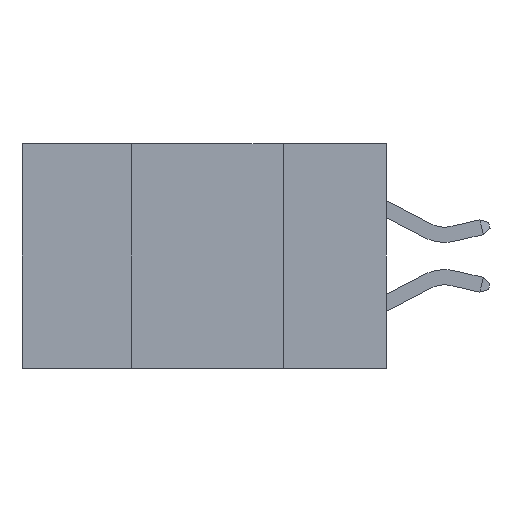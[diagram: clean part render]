
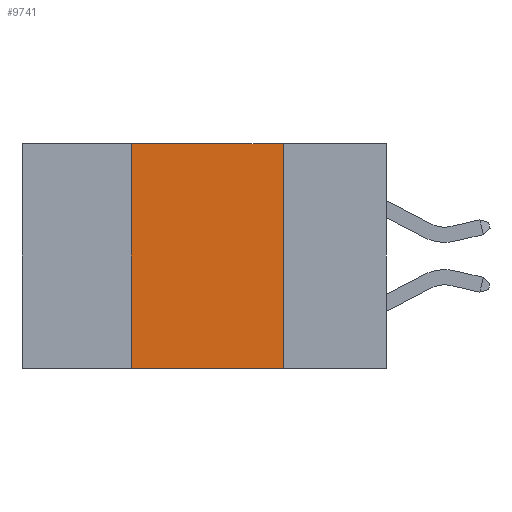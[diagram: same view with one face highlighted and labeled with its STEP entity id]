
A CAD part, left-side view. The second image highlights one B-rep face of the part: STEP entity #9741.
In plain terms, the highlighted planar face has unit normal (-1, 0, 0).
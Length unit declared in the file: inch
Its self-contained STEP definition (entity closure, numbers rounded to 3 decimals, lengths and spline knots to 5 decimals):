
#299 = LINE ( 'NONE', #7429, #9368 ) ;
#543 = DIRECTION ( 'NONE',  ( 0., -1., 0. ) ) ;
#808 = ORIENTED_EDGE ( 'NONE', *, *, #1654, .F. ) ;
#1155 = CARTESIAN_POINT ( 'NONE',  ( 0., 0.42, 0. ) ) ;
#1319 = EDGE_CURVE ( 'NONE', #5543, #5995, #299, .T. ) ;
#1637 = EDGE_CURVE ( 'NONE', #5995, #8097, #2093, .T. ) ;
#1654 = EDGE_CURVE ( 'NONE', #10203, #5543, #5007, .T. ) ;
#1666 = EDGE_CURVE ( 'NONE', #10203, #8097, #4392, .T. ) ;
#1742 = CARTESIAN_POINT ( 'NONE',  ( 0., 0.17, -0.37 ) ) ;
#1762 = VECTOR ( 'NONE', #6791, 39.37008 ) ;
#2093 = LINE ( 'NONE', #6822, #6876 ) ;
#2279 = CARTESIAN_POINT ( 'NONE',  ( 0., 0.42, 0. ) ) ;
#3030 = DIRECTION ( 'NONE',  ( 0., -1., 0. ) ) ;
#3104 = CARTESIAN_POINT ( 'NONE',  ( 0., 0.17, 0. ) ) ;
#3242 = PLANE ( 'NONE',  #8165 ) ;
#4228 = CARTESIAN_POINT ( 'NONE',  ( 0., 0.6, 0. ) ) ;
#4392 = LINE ( 'NONE', #5532, #8607 ) ;
#5007 = LINE ( 'NONE', #2279, #1762 ) ;
#5243 = DIRECTION ( 'NONE',  ( 0., 0., -1. ) ) ;
#5532 = CARTESIAN_POINT ( 'NONE',  ( 0., 0.6, -0.37 ) ) ;
#5543 = VERTEX_POINT ( 'NONE', #1155 ) ;
#5995 = VERTEX_POINT ( 'NONE', #3104 ) ;
#6178 = DIRECTION ( 'NONE',  ( 0., 0., -1. ) ) ;
#6714 = FACE_OUTER_BOUND ( 'NONE', #9334, .T. ) ;
#6791 = DIRECTION ( 'NONE',  ( 0., 0., 1. ) ) ;
#6822 = CARTESIAN_POINT ( 'NONE',  ( 0., 0.17, 0. ) ) ;
#6876 = VECTOR ( 'NONE', #6178, 39.37008 ) ;
#7429 = CARTESIAN_POINT ( 'NONE',  ( 0., 0.6, 0. ) ) ;
#7882 = ORIENTED_EDGE ( 'NONE', *, *, #1319, .F. ) ;
#8097 = VERTEX_POINT ( 'NONE', #1742 ) ;
#8105 = ORIENTED_EDGE ( 'NONE', *, *, #1666, .T. ) ;
#8165 = AXIS2_PLACEMENT_3D ( 'NONE', #4228, #9893, #5243 ) ;
#8607 = VECTOR ( 'NONE', #3030, 39.37008 ) ;
#9332 = ORIENTED_EDGE ( 'NONE', *, *, #1637, .F. ) ;
#9334 = EDGE_LOOP ( 'NONE', ( #9332, #7882, #808, #8105 ) ) ;
#9368 = VECTOR ( 'NONE', #543, 39.37008 ) ;
#9741 = ADVANCED_FACE ( 'NONE', ( #6714 ), #3242, .F. ) ;
#9893 = DIRECTION ( 'NONE',  ( 1., 0., 0. ) ) ;
#10203 = VERTEX_POINT ( 'NONE', #10485 ) ;
#10485 = CARTESIAN_POINT ( 'NONE',  ( 0., 0.42, -0.37 ) ) ;
